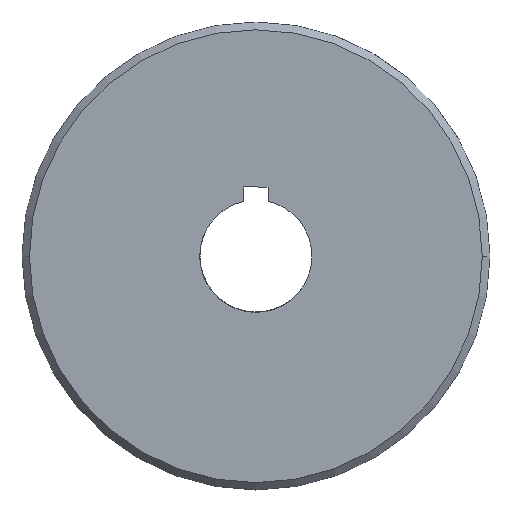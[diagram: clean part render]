
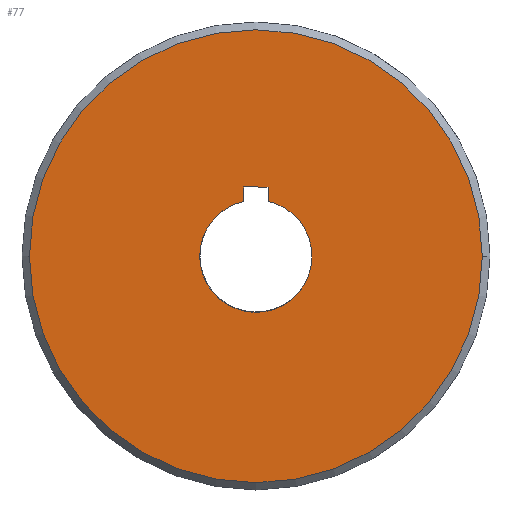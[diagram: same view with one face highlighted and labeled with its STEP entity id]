
A CAD part, left-side view. The second image highlights one B-rep face of the part: STEP entity #77.
In plain terms, the highlighted planar face has unit normal (-1, 0.011, -0.018).
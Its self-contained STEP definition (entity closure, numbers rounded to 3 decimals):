
#77 = ADVANCED_FACE( '', ( #92, #93 ), #94, .F. );
#92 = FACE_OUTER_BOUND( '', #118, .T. );
#93 = FACE_BOUND( '', #119, .T. );
#94 = PLANE( '', #120 );
#118 = EDGE_LOOP( '', ( #154, #155 ) );
#119 = EDGE_LOOP( '', ( #156, #157, #158, #159, #160, #161 ) );
#120 = AXIS2_PLACEMENT_3D( '', #162, #163, #164 );
#154 = ORIENTED_EDGE( '', *, *, #237, .F. );
#155 = ORIENTED_EDGE( '', *, *, #240, .F. );
#156 = ORIENTED_EDGE( '', *, *, #241, .F. );
#157 = ORIENTED_EDGE( '', *, *, #242, .F. );
#158 = ORIENTED_EDGE( '', *, *, #233, .F. );
#159 = ORIENTED_EDGE( '', *, *, #243, .T. );
#160 = ORIENTED_EDGE( '', *, *, #244, .T. );
#161 = ORIENTED_EDGE( '', *, *, #245, .T. );
#162 = CARTESIAN_POINT( '', ( 14855.142, -160.861, 265.59 ) );
#163 = DIRECTION( '', ( 1., -0.011, 0.018 ) );
#164 = DIRECTION( '', ( 0., -0.855, -0.518 ) );
#233 = EDGE_CURVE( '', #260, #263, #264, .T. );
#237 = EDGE_CURVE( '', #269, #271, #272, .T. );
#240 = EDGE_CURVE( '', #271, #269, #276, .T. );
#241 = EDGE_CURVE( '', #277, #278, #279, .T. );
#242 = EDGE_CURVE( '', #263, #277, #280, .T. );
#243 = EDGE_CURVE( '', #260, #281, #282, .T. );
#244 = EDGE_CURVE( '', #281, #283, #284, .T. );
#245 = EDGE_CURVE( '', #283, #278, #285, .T. );
#260 = VERTEX_POINT( '', #306 );
#263 = VERTEX_POINT( '', #310 );
#264 = LINE( '', #311, #312 );
#269 = VERTEX_POINT( '', #319 );
#271 = VERTEX_POINT( '', #322 );
#272 = CIRCLE( '', #323, 60.5 );
#276 = CIRCLE( '', #328, 60.5 );
#277 = VERTEX_POINT( '', #329 );
#278 = VERTEX_POINT( '', #330 );
#279 = LINE( '', #331, #332 );
#280 = LINE( '', #333, #334 );
#281 = VERTEX_POINT( '', #335 );
#282 = CIRCLE( '', #336, 15. );
#283 = VERTEX_POINT( '', #337 );
#284 = CIRCLE( '', #338, 15. );
#285 = CIRCLE( '', #339, 15. );
#306 = CARTESIAN_POINT( '', ( 14814.299, -319.85, 2453.768 ) );
#310 = CARTESIAN_POINT( '', ( 14814.23, -319.849, 2457.624 ) );
#311 = CARTESIAN_POINT( '', ( 14814.264, -319.849, 2455.696 ) );
#312 = VECTOR( '', #369, 1000. );
#319 = CARTESIAN_POINT( '', ( 14815.251, -256.106, 2439.127 ) );
#322 = CARTESIAN_POINT( '', ( 14813.94, -377.098, 2439.127 ) );
#323 = AXIS2_PLACEMENT_3D( '', #373, #374, #375 );
#328 = AXIS2_PLACEMENT_3D( '', #380, #381, #382 );
#329 = CARTESIAN_POINT( '', ( 14814.3, -313.35, 2457.624 ) );
#330 = CARTESIAN_POINT( '', ( 14814.369, -313.35, 2453.769 ) );
#331 = CARTESIAN_POINT( '', ( 14814.334, -313.35, 2455.697 ) );
#332 = VECTOR( '', #383, 1000. );
#333 = CARTESIAN_POINT( '', ( 14814.265, -316.599, 2457.624 ) );
#334 = VECTOR( '', #384, 1000. );
#335 = CARTESIAN_POINT( '', ( 14814.282, -324.515, 2451.866 ) );
#336 = AXIS2_PLACEMENT_3D( '', #385, #386, #387 );
#337 = CARTESIAN_POINT( '', ( 14814.909, -308.689, 2426.388 ) );
#338 = AXIS2_PLACEMENT_3D( '', #388, #389, #390 );
#339 = AXIS2_PLACEMENT_3D( '', #391, #392, #393 );
#369 = DIRECTION( '', ( -0.018, 0., 1. ) );
#373 = CARTESIAN_POINT( '', ( 14814.595, -316.602, 2439.127 ) );
#374 = DIRECTION( '', ( 1., -0.011, 0.018 ) );
#375 = DIRECTION( '', ( 0.021, 0.518, -0.855 ) );
#380 = CARTESIAN_POINT( '', ( 14814.595, -316.602, 2439.127 ) );
#381 = DIRECTION( '', ( 1., -0.011, 0.018 ) );
#382 = DIRECTION( '', ( 0.021, 0.518, -0.855 ) );
#383 = DIRECTION( '', ( 0.018, 0., -1. ) );
#384 = DIRECTION( '', ( 0.011, 1., 0. ) );
#385 = CARTESIAN_POINT( '', ( 14814.595, -316.602, 2439.127 ) );
#386 = DIRECTION( '', ( 1., -0.011, 0.018 ) );
#387 = DIRECTION( '', ( 0.021, 0.518, -0.855 ) );
#388 = CARTESIAN_POINT( '', ( 14814.595, -316.602, 2439.127 ) );
#389 = DIRECTION( '', ( 1., -0.011, 0.018 ) );
#390 = DIRECTION( '', ( 0.021, 0.518, -0.855 ) );
#391 = CARTESIAN_POINT( '', ( 14814.595, -316.602, 2439.127 ) );
#392 = DIRECTION( '', ( 1., -0.011, 0.018 ) );
#393 = DIRECTION( '', ( 0.021, 0.518, -0.855 ) );
